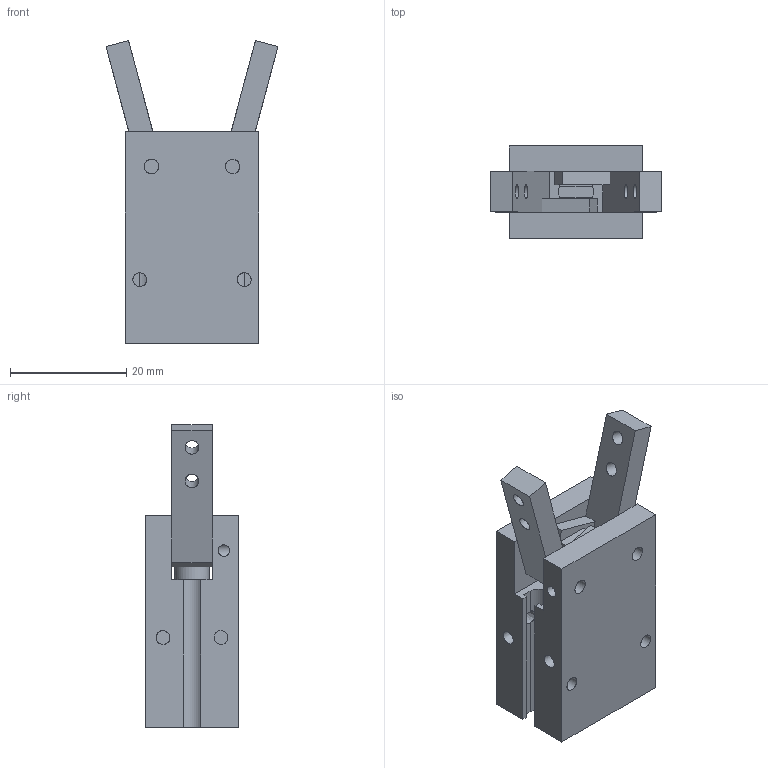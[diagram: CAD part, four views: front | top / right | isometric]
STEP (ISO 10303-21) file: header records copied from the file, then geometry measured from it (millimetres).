
FILE_DESCRIPTION((''),'2;1');
FILE_NAME('ACHY10.STEP','2012-11-23T09:12:49',('Administrator'),(''),'CADlook_v9.0','Cimatron E 8.0','');
FILE_SCHEMA(('AUTOMOTIVE_DESIGN { 1 2 10303 214 0 1 1 1 }'));
Length unit declared in the file: millimetre
Bounding box: 29.64 x 16 x 52.22 mm (x, y, z)
Volume: 12000.8 mm3; surface area: 6570.8 mm2
Topology: 3 solids, 3 shells, 80 faces, 265 edges, 195 vertices
Faces by surface type: plane 42, bspline 24, cylinder 14
Full cylindrical faces by diameter (mm): 2 x2, 2.4 x5, 2.5 x4, 6 x1
Entity records: 6657 total; most frequent: CARTESIAN_POINT 3816, ORIENTED_EDGE 480, DIRECTION 337, EDGE_CURVE 240, VERTEX_POINT 192, VECTOR 141, LINE 141, EDGE_LOOP 134
